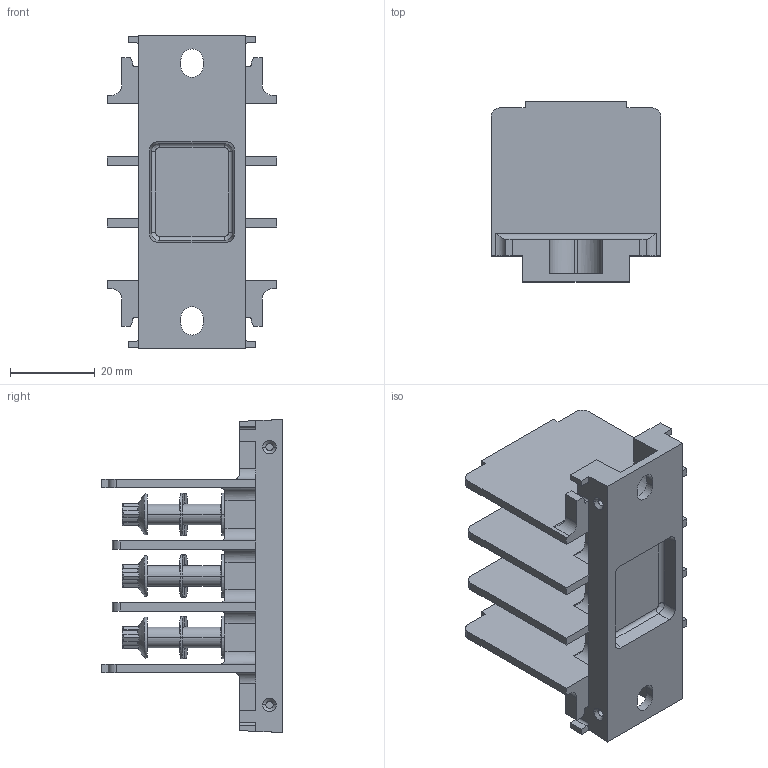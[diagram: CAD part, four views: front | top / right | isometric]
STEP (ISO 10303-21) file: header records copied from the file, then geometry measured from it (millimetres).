
FILE_DESCRIPTION((''),'2;1');
FILE_NAME('32405034004','2020-08-27T',('presta_be4'),(''),'CREO PARAMETRIC BY PTC INC, 2018360','CREO PARAMETRIC BY PTC INC, 2018360','');
FILE_SCHEMA(('CONFIG_CONTROL_DESIGN'));
Length unit declared in the file: millimetre
Products named in the file (1): 32405034004
Bounding box: 40 x 42.5 x 73.7 mm (x, y, z)
Volume: 27126.3 mm3; surface area: 19756.5 mm2
Topology: 4 solids, 4 shells, 391 faces, 1070 edges, 696 vertices
Faces by surface type: plane 201, cylinder 132, cone 42, torus 12, bspline 4
Entity records: 14130 total; most frequent: CARTESIAN_POINT 4439, ORIENTED_EDGE 2132, DIRECTION 1856, EDGE_CURVE 1066, VERTEX_POINT 696, AXIS2_PLACEMENT_3D 639, VECTOR 578, LINE 578
